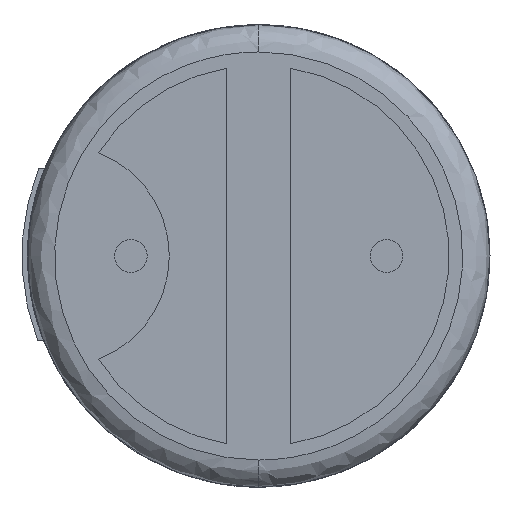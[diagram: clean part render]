
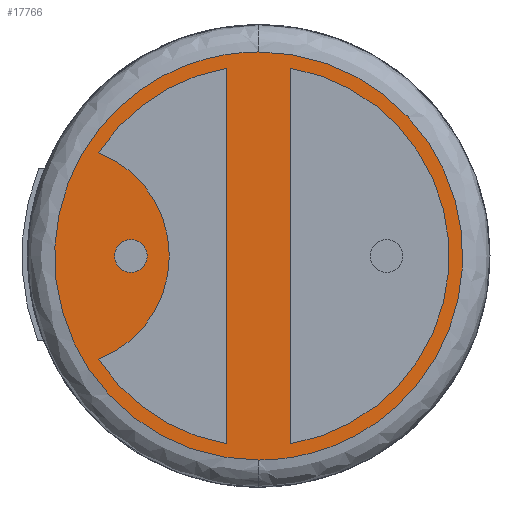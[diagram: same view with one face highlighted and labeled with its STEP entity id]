
A CAD part, front view. The second image highlights one B-rep face of the part: STEP entity #17766.
In plain terms, the highlighted planar face has unit normal (0, -1, 0).
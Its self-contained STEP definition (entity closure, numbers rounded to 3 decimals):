
#2758 = PLANE ( 'NONE',  #11923 ) ;
#2759 = CARTESIAN_POINT ( 'NONE',  ( 0., 0., 0. ) ) ;
#2760 = DIRECTION ( 'NONE',  ( 0., 1., 0. ) ) ;
#2761 = DIRECTION ( 'NONE',  ( 0., 0., 1. ) ) ;
#3597 = CARTESIAN_POINT ( 'NONE',  ( 0., 0., 0. ) ) ;
#3599 = DIRECTION ( 'NONE',  ( 0., -1., 0. ) ) ;
#3601 = DIRECTION ( 'NONE',  ( 0., 0., 1. ) ) ;
#4858 = CARTESIAN_POINT ( 'NONE',  ( 0., 0., 0. ) ) ;
#4859 = DIRECTION ( 'NONE',  ( 0., -1., 0. ) ) ;
#4860 = DIRECTION ( 'NONE',  ( 0., 0., 1. ) ) ;
#4873 = CARTESIAN_POINT ( 'NONE',  ( 0., 0., 0. ) ) ;
#4874 = DIRECTION ( 'NONE',  ( 0., -1., 0. ) ) ;
#4875 = DIRECTION ( 'NONE',  ( 0., 0., 1. ) ) ;
#4876 = CARTESIAN_POINT ( 'NONE',  ( 1.179, 0., 0. ) ) ;
#4877 = DIRECTION ( 'NONE',  ( 0., 0., -1. ) ) ;
#4878 = CARTESIAN_POINT ( 'NONE',  ( -1.179, 0., 0. ) ) ;
#4879 = DIRECTION ( 'NONE',  ( 0., 0., 1. ) ) ;
#4885 = CARTESIAN_POINT ( 'NONE',  ( -7.366, 0., 0. ) ) ;
#4886 = DIRECTION ( 'NONE',  ( 0., 1., 0. ) ) ;
#4887 = DIRECTION ( 'NONE',  ( 0., 0., 1. ) ) ;
#5151 =( BOUNDED_CURVE ( )  B_SPLINE_CURVE ( 3, ( #10656, #10666, #10668, #10661 ),
 .UNSPECIFIED., .F., .T. ) 
 B_SPLINE_CURVE_WITH_KNOTS ( ( 4, 4 ),
 ( 0., 1. ),
 .UNSPECIFIED. ) 
 CURVE ( )  GEOMETRIC_REPRESENTATION_ITEM ( )  RATIONAL_B_SPLINE_CURVE ( ( 1., 0.333, 0.333, 1. ) ) 
 REPRESENTATION_ITEM ( '' )  );
#5163 =( BOUNDED_CURVE ( )  B_SPLINE_CURVE ( 3, ( #12476, #12491, #12504, #12688 ),
 .UNSPECIFIED., .F., .T. ) 
 B_SPLINE_CURVE_WITH_KNOTS ( ( 4, 4 ),
 ( 0., 1. ),
 .UNSPECIFIED. ) 
 CURVE ( )  GEOMETRIC_REPRESENTATION_ITEM ( )  RATIONAL_B_SPLINE_CURVE ( ( 1., 0.333, 0.333, 1. ) ) 
 REPRESENTATION_ITEM ( '' )  );
#5325 = CIRCLE ( 'NONE', #5531, 7. ) ;
#5336 = CIRCLE ( 'NONE', #5371, 7. ) ;
#5371 = AXIS2_PLACEMENT_3D ( 'NONE', #4873, #4874, #4875 ) ;
#5373 = AXIS2_PLACEMENT_3D ( 'NONE', #4858, #4859, #4860 ) ;
#5445 = AXIS2_PLACEMENT_3D ( 'NONE', #9074, #9075, #9076 ) ;
#5488 = AXIS2_PLACEMENT_3D ( 'NONE', #4885, #4886, #4887 ) ;
#5505 = CIRCLE ( 'NONE', #5507, 0.6 ) ;
#5507 = AXIS2_PLACEMENT_3D ( 'NONE', #8891, #8885, #8886 ) ;
#5525 = CIRCLE ( 'NONE', #5445, 0.6 ) ;
#5531 = AXIS2_PLACEMENT_3D ( 'NONE', #3597, #3599, #3601 ) ;
#5586 = VECTOR ( 'NONE', #4877, 1000. ) ;
#5590 = VECTOR ( 'NONE', #4879, 1000. ) ;
#5618 = CIRCLE ( 'NONE', #5488, 4.08 ) ;
#5649 = CIRCLE ( 'NONE', #5373, 7. ) ;
#5881 = EDGE_CURVE ( 'NONE', #6164, #6168, #5163, .T. ) ;
#6164 = VERTEX_POINT ( 'NONE', #10242 ) ;
#6168 = VERTEX_POINT ( 'NONE', #10252 ) ;
#6204 = VERTEX_POINT ( 'NONE', #10327 ) ;
#6224 = VERTEX_POINT ( 'NONE', #10384 ) ;
#6226 = VERTEX_POINT ( 'NONE', #10371 ) ;
#6922 = VERTEX_POINT ( 'NONE', #11212 ) ;
#6935 = VERTEX_POINT ( 'NONE', #11214 ) ;
#6943 = VERTEX_POINT ( 'NONE', #10777 ) ;
#6957 = VERTEX_POINT ( 'NONE', #10735 ) ;
#6973 = VERTEX_POINT ( 'NONE', #10510 ) ;
#7121 = EDGE_LOOP ( 'NONE', ( #12979, #12976 ) ) ;
#7151 = EDGE_LOOP ( 'NONE', ( #12973, #12969, #12965, #12985 ) ) ;
#8426 = EDGE_CURVE ( 'NONE', #6168, #6164, #5151, .T. ) ;
#8554 = EDGE_CURVE ( 'NONE', #6224, #6204, #5505, .T. ) ;
#8577 = EDGE_CURVE ( 'NONE', #6204, #6224, #5525, .T. ) ;
#8607 = EDGE_CURVE ( 'NONE', #6973, #6943, #5325, .T. ) ;
#8647 = EDGE_CURVE ( 'NONE', #6935, #6957, #5649, .T. ) ;
#8653 = EDGE_CURVE ( 'NONE', #6226, #6922, #5336, .T. ) ;
#8654 = EDGE_CURVE ( 'NONE', #6922, #6226, #14669, .T. ) ;
#8655 = EDGE_CURVE ( 'NONE', #6957, #6973, #14670, .T. ) ;
#8658 = EDGE_CURVE ( 'NONE', #6943, #6935, #5618, .T. ) ;
#8885 = DIRECTION ( 'NONE',  ( 0., -1., 0. ) ) ;
#8886 = DIRECTION ( 'NONE',  ( 0., 0., 1. ) ) ;
#8891 = CARTESIAN_POINT ( 'NONE',  ( -4.7, 0., 0. ) ) ;
#9074 = CARTESIAN_POINT ( 'NONE',  ( -4.7, 0., 0. ) ) ;
#9075 = DIRECTION ( 'NONE',  ( 0., -1., 0. ) ) ;
#9076 = DIRECTION ( 'NONE',  ( 0., 0., 1. ) ) ;
#10242 = CARTESIAN_POINT ( 'NONE',  ( 0., 0., -7.5 ) ) ;
#10252 = CARTESIAN_POINT ( 'NONE',  ( 0., 0., 7.5 ) ) ;
#10327 = CARTESIAN_POINT ( 'NONE',  ( -4.7, 0., -0.6 ) ) ;
#10371 = CARTESIAN_POINT ( 'NONE',  ( 1.179, 0., -6.9 ) ) ;
#10384 = CARTESIAN_POINT ( 'NONE',  ( -4.7, 0., 0.6 ) ) ;
#10510 = CARTESIAN_POINT ( 'NONE',  ( -1.179, 0., 6.9 ) ) ;
#10656 = CARTESIAN_POINT ( 'NONE',  ( 0., 0., 7.5 ) ) ;
#10661 = CARTESIAN_POINT ( 'NONE',  ( 0., 0., -7.5 ) ) ;
#10666 = CARTESIAN_POINT ( 'NONE',  ( 15., 0., 7.5 ) ) ;
#10668 = CARTESIAN_POINT ( 'NONE',  ( 15., 0., -7.5 ) ) ;
#10735 = CARTESIAN_POINT ( 'NONE',  ( -1.179, 0., -6.9 ) ) ;
#10777 = CARTESIAN_POINT ( 'NONE',  ( -5.879, 0., 3.799 ) ) ;
#11212 = CARTESIAN_POINT ( 'NONE',  ( 1.179, 0., 6.9 ) ) ;
#11214 = CARTESIAN_POINT ( 'NONE',  ( -5.879, 0., -3.799 ) ) ;
#11523 = EDGE_LOOP ( 'NONE', ( #12961, #12931 ) ) ;
#11542 = EDGE_LOOP ( 'NONE', ( #12957, #12935 ) ) ;
#11923 = AXIS2_PLACEMENT_3D ( 'NONE', #2759, #2760, #2761 ) ;
#12476 = CARTESIAN_POINT ( 'NONE',  ( 0., 0., -7.5 ) ) ;
#12491 = CARTESIAN_POINT ( 'NONE',  ( -15., 0., -7.5 ) ) ;
#12504 = CARTESIAN_POINT ( 'NONE',  ( -15., 0., 7.5 ) ) ;
#12688 = CARTESIAN_POINT ( 'NONE',  ( 0., 0., 7.5 ) ) ;
#12931 = ORIENTED_EDGE ( 'NONE', *, *, #8653, .F. ) ;
#12935 = ORIENTED_EDGE ( 'NONE', *, *, #5881, .F. ) ;
#12957 = ORIENTED_EDGE ( 'NONE', *, *, #8426, .F. ) ;
#12961 = ORIENTED_EDGE ( 'NONE', *, *, #8654, .F. ) ;
#12965 = ORIENTED_EDGE ( 'NONE', *, *, #8658, .F. ) ;
#12969 = ORIENTED_EDGE ( 'NONE', *, *, #8647, .F. ) ;
#12973 = ORIENTED_EDGE ( 'NONE', *, *, #8655, .F. ) ;
#12976 = ORIENTED_EDGE ( 'NONE', *, *, #8577, .F. ) ;
#12979 = ORIENTED_EDGE ( 'NONE', *, *, #8554, .F. ) ;
#12985 = ORIENTED_EDGE ( 'NONE', *, *, #8607, .F. ) ;
#14669 = LINE ( 'NONE', #4876, #5586 ) ;
#14670 = LINE ( 'NONE', #4878, #5590 ) ;
#16180 = FACE_BOUND ( 'NONE', #7121, .T. ) ;
#16181 = FACE_BOUND ( 'NONE', #7151, .T. ) ;
#16182 = FACE_OUTER_BOUND ( 'NONE', #11542, .T. ) ;
#16183 = FACE_BOUND ( 'NONE', #11523, .T. ) ;
#17766 = ADVANCED_FACE ( 'NONE', ( #16180, #16181, #16182, #16183 ), #2758, .F. ) ;
